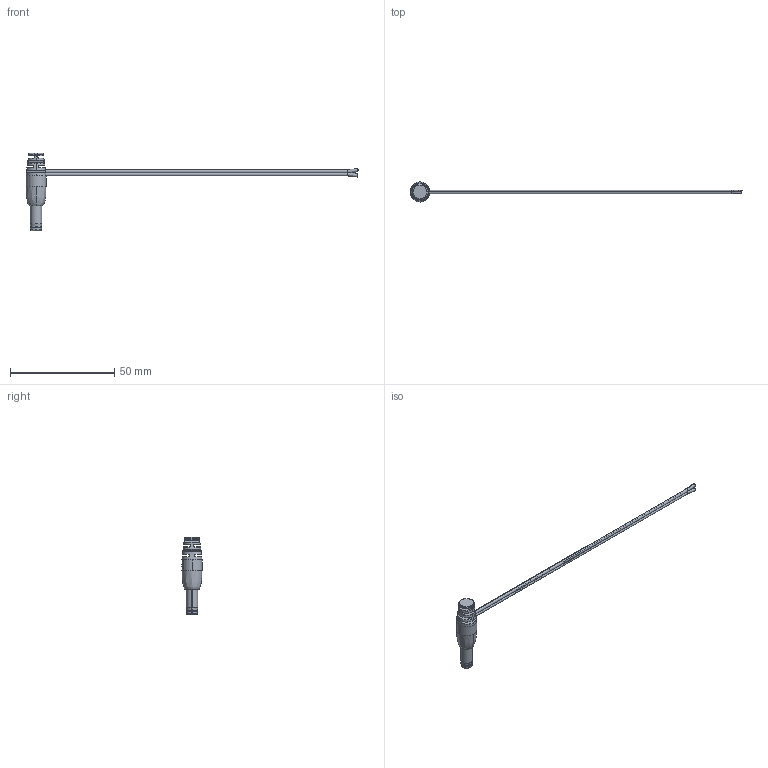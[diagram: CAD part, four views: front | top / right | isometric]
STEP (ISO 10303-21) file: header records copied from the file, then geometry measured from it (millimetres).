
FILE_DESCRIPTION (( 'STEP AP203' ), '1' );
FILE_NAME ('10-01935.step', '2016-09-15T23:50:47', ( '' ), ( '' ), 'SwSTEP 2.0', 'SolidWorks 2015', '' );
FILE_SCHEMA (( 'CONFIG_CONTROL_DESIGN' ));
Length unit declared in the file: millimetre
Products named in the file (7): 24-00003; 50-00026; 50-00026 contact; 30-00418_housing; 50-00026 insulator; 50-00026 shell; 10-01935
Assembly tree (6 placements, depth 3):
  10-01935
    30-00418_housing
    24-00003
    50-00026
      50-00026 shell
      50-00026 contact
      50-00026 insulator
Bounding box: 159.06 x 9.6 x 37 mm (x, y, z)
Volume: 2111.9 mm3; surface area: 7165.5 mm2
Topology: 31 solids, 31 shells, 442 faces, 1061 edges, 690 vertices
Faces by surface type: cylinder 159, plane 138, bspline 97, torus 24, cone 24
Entity records: 16652 total; most frequent: CARTESIAN_POINT 6008, ORIENTED_EDGE 2122, DIRECTION 1952, EDGE_CURVE 1061, AXIS2_PLACEMENT_3D 810, VERTEX_POINT 690, EDGE_LOOP 501, CIRCLE 455
